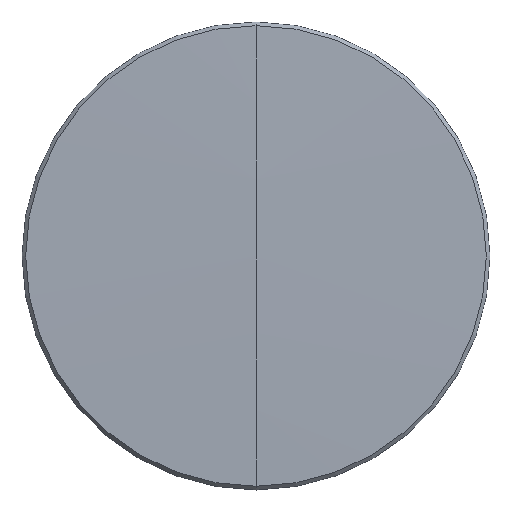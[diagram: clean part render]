
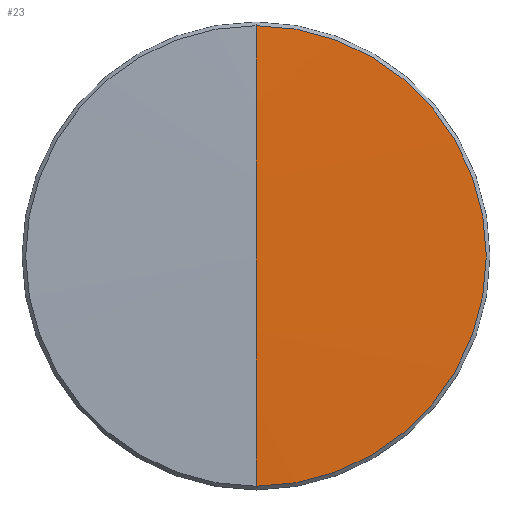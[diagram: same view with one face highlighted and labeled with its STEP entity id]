
A CAD part, top view. The second image highlights one B-rep face of the part: STEP entity #23.
In plain terms, the highlighted spherical face has radius 433.88 mm.
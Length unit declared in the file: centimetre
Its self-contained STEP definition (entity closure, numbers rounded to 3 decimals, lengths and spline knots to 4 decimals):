
#6 = CARTESIAN_POINT ( 'NONE',  ( 0., 0., -43.279 ) ) ;
#10 = EDGE_CURVE ( 'NONE', #185, #230, #58, .T. ) ;
#17 = EDGE_CURVE ( 'NONE', #292, #230, #223, .T. ) ;
#21 = CIRCLE ( 'NONE', #87, 43.388 ) ;
#23 = ADVANCED_FACE ( 'NONE', ( #159 ), #284, .T. ) ;
#27 = EDGE_LOOP ( 'NONE', ( #46, #114, #259 ) ) ;
#41 = DIRECTION ( 'NONE',  ( 0., 1., 0. ) ) ;
#46 = ORIENTED_EDGE ( 'NONE', *, *, #10, .F. ) ;
#48 = DIRECTION ( 'NONE',  ( 0., 0., 1. ) ) ;
#58 = CIRCLE ( 'NONE', #197, 43.388 ) ;
#83 = CARTESIAN_POINT ( 'NONE',  ( 0., 0., -43.279 ) ) ;
#87 = AXIS2_PLACEMENT_3D ( 'NONE', #83, #250, #41 ) ;
#93 = DIRECTION ( 'NONE',  ( 0., 0., 1. ) ) ;
#110 = AXIS2_PLACEMENT_3D ( 'NONE', #6, #285, #138 ) ;
#114 = ORIENTED_EDGE ( 'NONE', *, *, #282, .T. ) ;
#138 = DIRECTION ( 'NONE',  ( 0., 1., 0. ) ) ;
#144 = AXIS2_PLACEMENT_3D ( 'NONE', #239, #93, #262 ) ;
#159 = FACE_OUTER_BOUND ( 'NONE', #27, .T. ) ;
#164 = DIRECTION ( 'NONE',  ( -1., 0., 0. ) ) ;
#185 = VERTEX_POINT ( 'NONE', #247 ) ;
#197 = AXIS2_PLACEMENT_3D ( 'NONE', #288, #164, #48 ) ;
#204 = CARTESIAN_POINT ( 'NONE',  ( 0., -1.25, 0.091 ) ) ;
#223 = CIRCLE ( 'NONE', #144, 1.25 ) ;
#230 = VERTEX_POINT ( 'NONE', #273 ) ;
#239 = CARTESIAN_POINT ( 'NONE',  ( 0., 0., 0.091 ) ) ;
#247 = CARTESIAN_POINT ( 'NONE',  ( 0., 0., 0.109 ) ) ;
#250 = DIRECTION ( 'NONE',  ( 1., 0., 0. ) ) ;
#259 = ORIENTED_EDGE ( 'NONE', *, *, #17, .T. ) ;
#262 = DIRECTION ( 'NONE',  ( 0., 1., 0. ) ) ;
#273 = CARTESIAN_POINT ( 'NONE',  ( 0., 1.25, 0.091 ) ) ;
#282 = EDGE_CURVE ( 'NONE', #185, #292, #21, .T. ) ;
#284 = SPHERICAL_SURFACE ( 'NONE', #110, 43.388 ) ;
#285 = DIRECTION ( 'NONE',  ( 1., 0., 0. ) ) ;
#288 = CARTESIAN_POINT ( 'NONE',  ( 0., 0., -43.279 ) ) ;
#292 = VERTEX_POINT ( 'NONE', #204 ) ;
